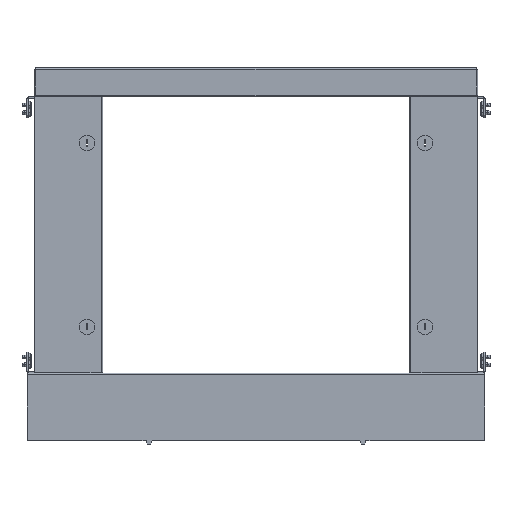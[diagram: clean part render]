
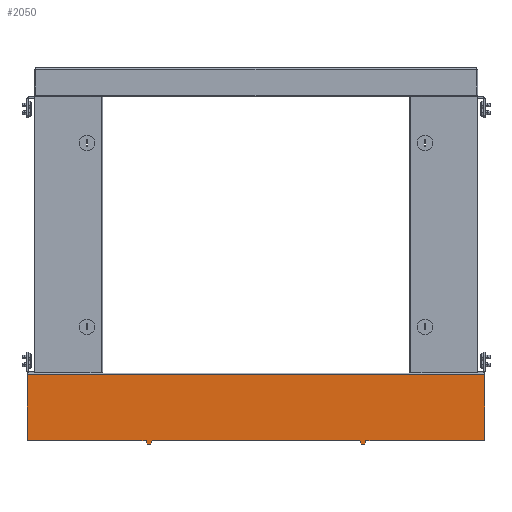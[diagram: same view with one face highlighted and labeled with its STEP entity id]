
A CAD part, top view. The second image highlights one B-rep face of the part: STEP entity #2050.
In plain terms, the highlighted planar face has unit normal (0, 0, 1).
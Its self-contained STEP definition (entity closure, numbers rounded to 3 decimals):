
#2050=ADVANCED_FACE('',(#3865),#3866,.T.);
#3865=FACE_OUTER_BOUND('',#5687,.T.);
#3866=PLANE('',#5688);
#5687=EDGE_LOOP('',(#9550,#9551,#9552,#9553,#9554,#9555,#9556,#9557,#9558,#9559,#9560,#9561));
#5688=AXIS2_PLACEMENT_3D('',#9562,#9563,#9564);
#9550=ORIENTED_EDGE('',*,*,#12266,.T.);
#9551=ORIENTED_EDGE('',*,*,#12254,.F.);
#9552=ORIENTED_EDGE('',*,*,#12267,.T.);
#9553=ORIENTED_EDGE('',*,*,#12216,.T.);
#9554=ORIENTED_EDGE('',*,*,#12206,.F.);
#9555=ORIENTED_EDGE('',*,*,#12211,.F.);
#9556=ORIENTED_EDGE('',*,*,#12214,.F.);
#9557=ORIENTED_EDGE('',*,*,#12200,.T.);
#9558=ORIENTED_EDGE('',*,*,#12185,.F.);
#9559=ORIENTED_EDGE('',*,*,#12190,.F.);
#9560=ORIENTED_EDGE('',*,*,#12194,.F.);
#9561=ORIENTED_EDGE('',*,*,#12198,.T.);
#9562=CARTESIAN_POINT('',(8.5,60.0,48.0));
#9563=DIRECTION('',(0.0,0.0,1.0));
#9564=DIRECTION('',(0.0,-1.0,0.0));
#12185=EDGE_CURVE('',#14582,#14584,#14585,.T.);
#12190=EDGE_CURVE('',#14590,#14582,#14592,.T.);
#12194=EDGE_CURVE('',#14596,#14590,#14598,.T.);
#12198=EDGE_CURVE('',#14596,#14602,#14604,.T.);
#12200=EDGE_CURVE('',#14606,#14584,#14607,.T.);
#12206=EDGE_CURVE('',#14615,#14617,#14618,.T.);
#12211=EDGE_CURVE('',#14623,#14615,#14625,.T.);
#12214=EDGE_CURVE('',#14606,#14623,#14628,.T.);
#12216=EDGE_CURVE('',#14630,#14617,#14631,.T.);
#12254=EDGE_CURVE('',#14682,#14677,#14684,.T.);
#12266=EDGE_CURVE('',#14602,#14677,#14698,.T.);
#12267=EDGE_CURVE('',#14682,#14630,#14699,.T.);
#14582=VERTEX_POINT('',#17663);
#14584=VERTEX_POINT('',#17666);
#14585=LINE('',#17667,#17668);
#14590=VERTEX_POINT('',#17675);
#14592=LINE('',#17678,#17679);
#14596=VERTEX_POINT('',#17684);
#14598=LINE('',#17687,#17688);
#14602=VERTEX_POINT('',#17693);
#14604=LINE('',#17696,#17697);
#14606=VERTEX_POINT('',#17699);
#14607=LINE('',#17700,#17701);
#14615=VERTEX_POINT('',#17712);
#14617=VERTEX_POINT('',#17715);
#14618=LINE('',#17716,#17717);
#14623=VERTEX_POINT('',#17724);
#14625=LINE('',#17727,#17728);
#14628=LINE('',#17732,#17733);
#14630=VERTEX_POINT('',#17735);
#14631=LINE('',#17736,#17737);
#14677=VERTEX_POINT('',#17798);
#14682=VERTEX_POINT('',#17804);
#14684=LINE('',#17806,#17807);
#14698=LINE('',#17826,#17827);
#14699=LINE('',#17828,#17829);
#17663=CARTESIAN_POINT('',(555.0,0.0,48.0));
#17666=CARTESIAN_POINT('',(553.0,6.0,48.0));
#17667=CARTESIAN_POINT('',(555.0,0.0,48.0));
#17668=VECTOR('',#20604,1.0);
#17675=CARTESIAN_POINT('',(561.0,0.0,48.0));
#17678=CARTESIAN_POINT('',(561.0,0.0,48.0));
#17679=VECTOR('',#20608,1.0);
#17684=CARTESIAN_POINT('',(563.0,6.0,48.0));
#17687=CARTESIAN_POINT('',(563.0,6.0,48.0));
#17688=VECTOR('',#20611,1.0);
#17693=CARTESIAN_POINT('',(757.5,6.0,48.0));
#17696=CARTESIAN_POINT('',(8.5,6.0,48.0));
#17697=VECTOR('',#20614,1.0);
#17699=CARTESIAN_POINT('',(213.0,6.0,48.0));
#17700=CARTESIAN_POINT('',(8.5,6.0,48.0));
#17701=VECTOR('',#20615,1.0);
#17712=CARTESIAN_POINT('',(205.0,0.0,48.0));
#17715=CARTESIAN_POINT('',(203.0,6.0,48.0));
#17716=CARTESIAN_POINT('',(205.0,0.0,48.0));
#17717=VECTOR('',#20620,1.0);
#17724=CARTESIAN_POINT('',(211.0,0.0,48.0));
#17727=CARTESIAN_POINT('',(211.0,0.0,48.0));
#17728=VECTOR('',#20624,1.0);
#17732=CARTESIAN_POINT('',(213.0,6.0,48.0));
#17733=VECTOR('',#20626,1.0);
#17735=CARTESIAN_POINT('',(8.5,6.0,48.0));
#17736=CARTESIAN_POINT('',(8.5,6.0,48.0));
#17737=VECTOR('',#20627,1.0);
#17798=CARTESIAN_POINT('',(757.5,114.0,48.0));
#17804=CARTESIAN_POINT('',(8.5,114.0,48.0));
#17806=CARTESIAN_POINT('',(8.5,114.0,48.0));
#17807=VECTOR('',#20674,1.0);
#17826=CARTESIAN_POINT('',(757.5,114.0,48.0));
#17827=VECTOR('',#20686,1.0);
#17828=CARTESIAN_POINT('',(8.5,114.0,48.0));
#17829=VECTOR('',#20687,1.0);
#20604=DIRECTION('',(-0.316,0.949,0.0));
#20608=DIRECTION('',(-1.0,0.0,0.0));
#20611=DIRECTION('',(-0.316,-0.949,0.0));
#20614=DIRECTION('',(1.0,0.0,0.0));
#20615=DIRECTION('',(1.0,0.0,0.0));
#20620=DIRECTION('',(-0.316,0.949,0.0));
#20624=DIRECTION('',(-1.0,0.0,0.0));
#20626=DIRECTION('',(-0.316,-0.949,0.0));
#20627=DIRECTION('',(1.0,0.0,0.0));
#20674=DIRECTION('',(1.0,0.0,0.0));
#20686=DIRECTION('',(-0.0,1.0,0.0));
#20687=DIRECTION('',(0.0,-1.0,0.0));
